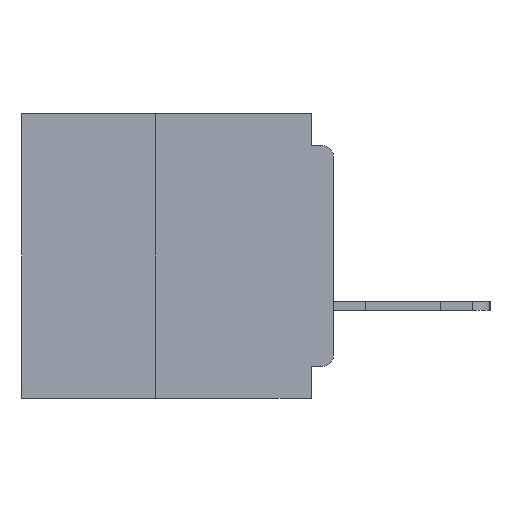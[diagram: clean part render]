
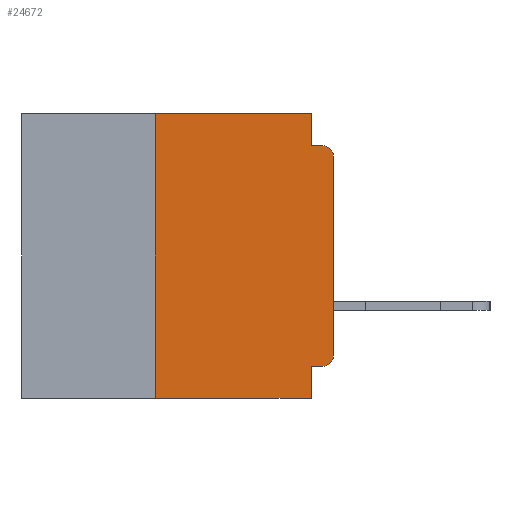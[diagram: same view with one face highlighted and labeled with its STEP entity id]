
A CAD part, left-side view. The second image highlights one B-rep face of the part: STEP entity #24672.
In plain terms, the highlighted planar face has unit normal (-1, 0, 0).
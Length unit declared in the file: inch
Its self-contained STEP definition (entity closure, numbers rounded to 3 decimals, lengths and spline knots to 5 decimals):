
#90 = VECTOR ( 'NONE', #8467, 39.37008 ) ;
#1066 = LINE ( 'NONE', #5304, #90 ) ;
#1272 = EDGE_LOOP ( 'NONE', ( #40133, #1860, #27170, #11776, #24237, #35686, #21162, #13674, #25996, #11337 ) ) ;
#1860 = ORIENTED_EDGE ( 'NONE', *, *, #10108, .T. ) ;
#2346 = CARTESIAN_POINT ( 'NONE',  ( 0., 0.015, -0.06 ) ) ;
#3916 = LINE ( 'NONE', #34106, #11252 ) ;
#4276 = DIRECTION ( 'NONE',  ( 0., -1., 0. ) ) ;
#5104 = VERTEX_POINT ( 'NONE', #25018 ) ;
#5106 = DIRECTION ( 'NONE',  ( 0., 0., 1. ) ) ;
#5202 = LINE ( 'NONE', #33568, #29096 ) ;
#5304 = CARTESIAN_POINT ( 'NONE',  ( 0., 0.25, -0.4 ) ) ;
#5310 = EDGE_CURVE ( 'NONE', #21211, #37813, #27120, .T. ) ;
#5446 = DIRECTION ( 'NONE',  ( 0., 0., -1. ) ) ;
#5664 = LINE ( 'NONE', #31887, #34894 ) ;
#5697 = DIRECTION ( 'NONE',  ( -1., 0., 0. ) ) ;
#5872 = VERTEX_POINT ( 'NONE', #29577 ) ;
#6943 = DIRECTION ( 'NONE',  ( 0., -1., 0. ) ) ;
#8467 = DIRECTION ( 'NONE',  ( 0., 0., 1. ) ) ;
#9203 = DIRECTION ( 'NONE',  ( 0., 0., -1. ) ) ;
#9246 = DIRECTION ( 'NONE',  ( 0., 0., -1. ) ) ;
#10096 = EDGE_CURVE ( 'NONE', #28768, #37041, #1066, .T. ) ;
#10108 = EDGE_CURVE ( 'NONE', #27564, #37813, #24927, .T. ) ;
#11055 = LINE ( 'NONE', #16357, #34892 ) ;
#11252 = VECTOR ( 'NONE', #9203, 39.37008 ) ;
#11337 = ORIENTED_EDGE ( 'NONE', *, *, #18984, .T. ) ;
#11484 = CARTESIAN_POINT ( 'NONE',  ( 0., 0.25, -0.4 ) ) ;
#11776 = ORIENTED_EDGE ( 'NONE', *, *, #33848, .F. ) ;
#13567 = CARTESIAN_POINT ( 'NONE',  ( 0., 0., -0.045 ) ) ;
#13674 = ORIENTED_EDGE ( 'NONE', *, *, #35112, .F. ) ;
#14131 = VECTOR ( 'NONE', #5106, 39.37008 ) ;
#15073 = AXIS2_PLACEMENT_3D ( 'NONE', #15363, #27908, #9246 ) ;
#15363 = CARTESIAN_POINT ( 'NONE',  ( 0., 0.437, 0. ) ) ;
#15921 = VERTEX_POINT ( 'NONE', #34903 ) ;
#16357 = CARTESIAN_POINT ( 'NONE',  ( 0., 0.437, 0. ) ) ;
#17853 = CARTESIAN_POINT ( 'NONE',  ( 0., 0.031, 0. ) ) ;
#18836 = CARTESIAN_POINT ( 'NONE',  ( 0., 0.015, -0.045 ) ) ;
#18984 = EDGE_CURVE ( 'NONE', #15921, #5872, #30539, .T. ) ;
#19600 = LINE ( 'NONE', #17853, #38055 ) ;
#20528 = EDGE_CURVE ( 'NONE', #28768, #31721, #5664, .T. ) ;
#20638 = CARTESIAN_POINT ( 'NONE',  ( 0., 0., 0. ) ) ;
#21162 = ORIENTED_EDGE ( 'NONE', *, *, #20528, .T. ) ;
#21211 = VERTEX_POINT ( 'NONE', #27836 ) ;
#23285 = VERTEX_POINT ( 'NONE', #25359 ) ;
#24010 = DIRECTION ( 'NONE',  ( 0., 0., -1. ) ) ;
#24121 = DIRECTION ( 'NONE',  ( -1., 0., 0. ) ) ;
#24237 = ORIENTED_EDGE ( 'NONE', *, *, #37915, .F. ) ;
#24358 = CARTESIAN_POINT ( 'NONE',  ( 0., 0.25, 0. ) ) ;
#24393 = CARTESIAN_POINT ( 'NONE',  ( 0., 0.015, -0.34 ) ) ;
#24672 = ADVANCED_FACE ( 'NONE', ( #32660 ), #40142, .F. ) ;
#24927 = CIRCLE ( 'NONE', #39742, 0.015 ) ;
#25018 = CARTESIAN_POINT ( 'NONE',  ( 0., 0.031, -0.355 ) ) ;
#25145 = EDGE_CURVE ( 'NONE', #5872, #27564, #38852, .T. ) ;
#25359 = CARTESIAN_POINT ( 'NONE',  ( 0., 0.031, 0. ) ) ;
#25996 = ORIENTED_EDGE ( 'NONE', *, *, #37644, .F. ) ;
#27120 = LINE ( 'NONE', #13567, #34425 ) ;
#27170 = ORIENTED_EDGE ( 'NONE', *, *, #5310, .F. ) ;
#27530 = DIRECTION ( 'NONE',  ( 0., 0., -1. ) ) ;
#27564 = VERTEX_POINT ( 'NONE', #36024 ) ;
#27836 = CARTESIAN_POINT ( 'NONE',  ( 0., 0.031, -0.045 ) ) ;
#27908 = DIRECTION ( 'NONE',  ( 1., 0., 0. ) ) ;
#28768 = VERTEX_POINT ( 'NONE', #11484 ) ;
#29096 = VECTOR ( 'NONE', #36656, 39.37008 ) ;
#29577 = CARTESIAN_POINT ( 'NONE',  ( 0., 0., -0.34 ) ) ;
#30539 = CIRCLE ( 'NONE', #38817, 0.015 ) ;
#31721 = VERTEX_POINT ( 'NONE', #34481 ) ;
#31887 = CARTESIAN_POINT ( 'NONE',  ( 0., 0.437, -0.4 ) ) ;
#32660 = FACE_OUTER_BOUND ( 'NONE', #1272, .T. ) ;
#33568 = CARTESIAN_POINT ( 'NONE',  ( 0., 0., -0.355 ) ) ;
#33848 = EDGE_CURVE ( 'NONE', #23285, #21211, #19600, .T. ) ;
#34106 = CARTESIAN_POINT ( 'NONE',  ( 0., 0.031, -0.4 ) ) ;
#34425 = VECTOR ( 'NONE', #4276, 39.37008 ) ;
#34481 = CARTESIAN_POINT ( 'NONE',  ( 0., 0.031, -0.4 ) ) ;
#34892 = VECTOR ( 'NONE', #35003, 39.37008 ) ;
#34894 = VECTOR ( 'NONE', #6943, 39.37008 ) ;
#34903 = CARTESIAN_POINT ( 'NONE',  ( 0., 0.015, -0.355 ) ) ;
#35003 = DIRECTION ( 'NONE',  ( 0., -1., 0. ) ) ;
#35112 = EDGE_CURVE ( 'NONE', #5104, #31721, #3916, .T. ) ;
#35686 = ORIENTED_EDGE ( 'NONE', *, *, #10096, .F. ) ;
#36024 = CARTESIAN_POINT ( 'NONE',  ( 0., 0., -0.06 ) ) ;
#36656 = DIRECTION ( 'NONE',  ( 0., 1., 0. ) ) ;
#37041 = VERTEX_POINT ( 'NONE', #24358 ) ;
#37644 = EDGE_CURVE ( 'NONE', #15921, #5104, #5202, .T. ) ;
#37813 = VERTEX_POINT ( 'NONE', #18836 ) ;
#37915 = EDGE_CURVE ( 'NONE', #37041, #23285, #11055, .T. ) ;
#38055 = VECTOR ( 'NONE', #24010, 39.37008 ) ;
#38817 = AXIS2_PLACEMENT_3D ( 'NONE', #24393, #5697, #27530 ) ;
#38852 = LINE ( 'NONE', #20638, #14131 ) ;
#39742 = AXIS2_PLACEMENT_3D ( 'NONE', #2346, #24121, #5446 ) ;
#40133 = ORIENTED_EDGE ( 'NONE', *, *, #25145, .T. ) ;
#40142 = PLANE ( 'NONE',  #15073 ) ;
